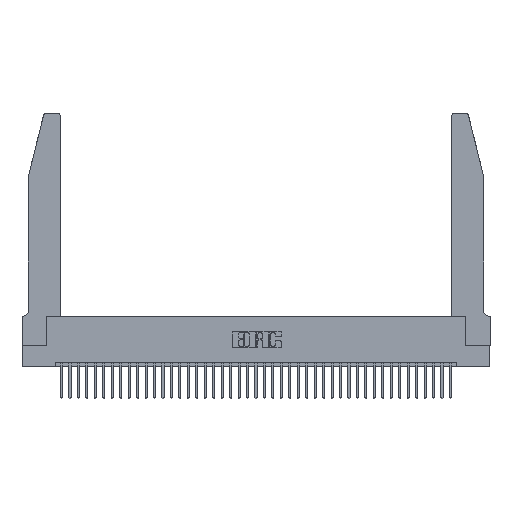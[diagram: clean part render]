
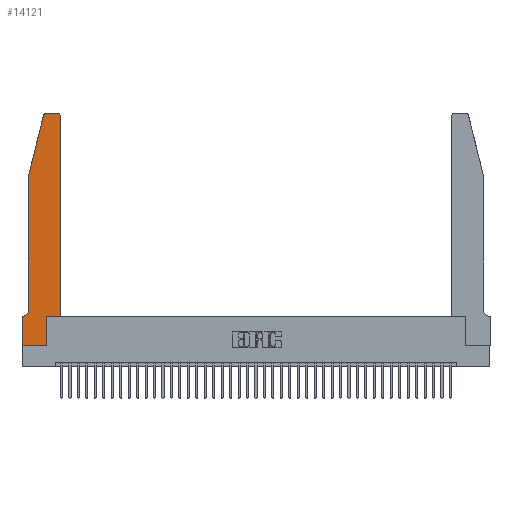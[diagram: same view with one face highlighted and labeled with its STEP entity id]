
A CAD part, top view. The second image highlights one B-rep face of the part: STEP entity #14121.
In plain terms, the highlighted planar face has unit normal (0, 0, 1).
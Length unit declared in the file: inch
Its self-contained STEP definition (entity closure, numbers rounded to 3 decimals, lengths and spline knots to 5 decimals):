
#842 = CARTESIAN_POINT ( 'NONE',  ( 0.0755, 0.42, 0.37 ) ) ;
#1006 = VERTEX_POINT ( 'NONE', #26796 ) ;
#1062 = VERTEX_POINT ( 'NONE', #17516 ) ;
#1429 = CARTESIAN_POINT ( 'NONE',  ( 0.4505, 0.35, 0.37 ) ) ;
#2328 = EDGE_CURVE ( 'NONE', #3522, #15865, #13183, .T. ) ;
#2562 = DIRECTION ( 'NONE',  ( 1., 0., 0. ) ) ;
#3522 = VERTEX_POINT ( 'NONE', #5728 ) ;
#3525 = DIRECTION ( 'NONE',  ( 0., -1., 0. ) ) ;
#3538 = CARTESIAN_POINT ( 'NONE',  ( 0.2865, 0., 0.37 ) ) ;
#3560 = DIRECTION ( 'NONE',  ( -1., 0., 0. ) ) ;
#3659 = CARTESIAN_POINT ( 'NONE',  ( 0., 0., 0.37 ) ) ;
#3669 = CARTESIAN_POINT ( 'NONE',  ( 0.4505, 2.72, 0.37 ) ) ;
#3832 = VECTOR ( 'NONE', #3525, 39.37008 ) ;
#5085 = VERTEX_POINT ( 'NONE', #7279 ) ;
#5478 = DIRECTION ( 'NONE',  ( 0., 0., -1. ) ) ;
#5728 = CARTESIAN_POINT ( 'NONE',  ( 0.25487, 2.72718, 0.37 ) ) ;
#6359 = EDGE_CURVE ( 'NONE', #32125, #13788, #37130, .T. ) ;
#7279 = CARTESIAN_POINT ( 'NONE',  ( 0.284, 2.75, 0.37 ) ) ;
#7783 = VERTEX_POINT ( 'NONE', #39074 ) ;
#8482 = AXIS2_PLACEMENT_3D ( 'NONE', #40443, #21636, #2562 ) ;
#8486 = DIRECTION ( 'NONE',  ( 0., -1., 0. ) ) ;
#8680 = EDGE_CURVE ( 'NONE', #15865, #25300, #31556, .T. ) ;
#8829 = LINE ( 'NONE', #28960, #24736 ) ;
#9836 = CARTESIAN_POINT ( 'NONE',  ( 0.2605, 2.75, 0.37 ) ) ;
#10022 = ORIENTED_EDGE ( 'NONE', *, *, #35238, .T. ) ;
#10024 = ORIENTED_EDGE ( 'NONE', *, *, #2328, .T. ) ;
#10322 = DIRECTION ( 'NONE',  ( 0., 1., 0. ) ) ;
#10549 = DIRECTION ( 'NONE',  ( 1., 0., 0. ) ) ;
#10824 = EDGE_CURVE ( 'NONE', #39815, #26710, #20024, .T. ) ;
#11809 = CARTESIAN_POINT ( 'NONE',  ( 0.2865, 0.35, 0.37 ) ) ;
#11833 = ORIENTED_EDGE ( 'NONE', *, *, #34995, .T. ) ;
#12262 = AXIS2_PLACEMENT_3D ( 'NONE', #33860, #36997, #18129 ) ;
#12442 = DIRECTION ( 'NONE',  ( 0., 0., 1. ) ) ;
#12534 = ORIENTED_EDGE ( 'NONE', *, *, #13578, .T. ) ;
#12766 = VECTOR ( 'NONE', #8486, 39.37008 ) ;
#13172 = DIRECTION ( 'NONE',  ( -1., 0., 0. ) ) ;
#13183 = LINE ( 'NONE', #36295, #40315 ) ;
#13578 = EDGE_CURVE ( 'NONE', #25300, #7783, #17835, .T. ) ;
#13613 = CARTESIAN_POINT ( 'NONE',  ( 0., 0., 0.37 ) ) ;
#13788 = VERTEX_POINT ( 'NONE', #3538 ) ;
#14121 = ADVANCED_FACE ( 'NONE', ( #32610 ), #30686, .T. ) ;
#15293 = LINE ( 'NONE', #17461, #38451 ) ;
#15551 = ORIENTED_EDGE ( 'NONE', *, *, #24936, .T. ) ;
#15865 = VERTEX_POINT ( 'NONE', #23100 ) ;
#17348 = ORIENTED_EDGE ( 'NONE', *, *, #38983, .T. ) ;
#17413 = DIRECTION ( 'NONE',  ( -0.239, -0.971, 0. ) ) ;
#17461 = CARTESIAN_POINT ( 'NONE',  ( 0.2865, 0.35, 0.37 ) ) ;
#17516 = CARTESIAN_POINT ( 'NONE',  ( 0., 0.35, 0.37 ) ) ;
#17835 = CIRCLE ( 'NONE', #37096, 0.07 ) ;
#18129 = DIRECTION ( 'NONE',  ( 1., 0., 0. ) ) ;
#18814 = VERTEX_POINT ( 'NONE', #3669 ) ;
#19829 = ORIENTED_EDGE ( 'NONE', *, *, #8680, .T. ) ;
#19956 = ORIENTED_EDGE ( 'NONE', *, *, #22049, .T. ) ;
#20024 = LINE ( 'NONE', #23315, #26460 ) ;
#20578 = ORIENTED_EDGE ( 'NONE', *, *, #6359, .T. ) ;
#20617 = EDGE_CURVE ( 'NONE', #1062, #32125, #29169, .T. ) ;
#20883 = VECTOR ( 'NONE', #3560, 39.37008 ) ;
#21607 = ORIENTED_EDGE ( 'NONE', *, *, #40058, .T. ) ;
#21636 = DIRECTION ( 'NONE',  ( 0., 0., 1. ) ) ;
#22049 = EDGE_CURVE ( 'NONE', #26710, #18814, #27630, .T. ) ;
#23100 = CARTESIAN_POINT ( 'NONE',  ( 0.0755, 2., 0.37 ) ) ;
#23315 = CARTESIAN_POINT ( 'NONE',  ( 0.4505, 0.35, 0.37 ) ) ;
#23988 = DIRECTION ( 'NONE',  ( 0., 1., 0. ) ) ;
#24522 = CARTESIAN_POINT ( 'NONE',  ( 0.0055, 0.42, 0.37 ) ) ;
#24736 = VECTOR ( 'NONE', #13172, 39.37008 ) ;
#24936 = EDGE_CURVE ( 'NONE', #5085, #3522, #27754, .T. ) ;
#25300 = VERTEX_POINT ( 'NONE', #842 ) ;
#26460 = VECTOR ( 'NONE', #32936, 39.37008 ) ;
#26656 = VECTOR ( 'NONE', #10322, 39.37008 ) ;
#26710 = VERTEX_POINT ( 'NONE', #1429 ) ;
#26796 = CARTESIAN_POINT ( 'NONE',  ( 0.4205, 2.75, 0.37 ) ) ;
#27630 = LINE ( 'NONE', #35605, #26656 ) ;
#27693 = DIRECTION ( 'NONE',  ( -1., 0., 0. ) ) ;
#27754 = CIRCLE ( 'NONE', #8482, 0.03 ) ;
#28579 = ORIENTED_EDGE ( 'NONE', *, *, #20617, .T. ) ;
#28790 = VECTOR ( 'NONE', #10549, 39.37008 ) ;
#28960 = CARTESIAN_POINT ( 'NONE',  ( 0.0755, 0.35, 0.37 ) ) ;
#29169 = LINE ( 'NONE', #3659, #3832 ) ;
#29526 = CARTESIAN_POINT ( 'NONE',  ( 0., 0., 0.37 ) ) ;
#30658 = CARTESIAN_POINT ( 'NONE',  ( 0.0755, 2., 0.37 ) ) ;
#30686 = PLANE ( 'NONE',  #12262 ) ;
#31373 = CARTESIAN_POINT ( 'NONE',  ( 0.4205, 2.72, 0.37 ) ) ;
#31556 = LINE ( 'NONE', #30658, #12766 ) ;
#31867 = AXIS2_PLACEMENT_3D ( 'NONE', #31373, #12442, #34539 ) ;
#32125 = VERTEX_POINT ( 'NONE', #29526 ) ;
#32610 = FACE_OUTER_BOUND ( 'NONE', #36169, .T. ) ;
#32936 = DIRECTION ( 'NONE',  ( 1., 0., 0. ) ) ;
#33301 = CIRCLE ( 'NONE', #31867, 0.03 ) ;
#33860 = CARTESIAN_POINT ( 'NONE',  ( 0., 0.35, 0.37 ) ) ;
#34539 = DIRECTION ( 'NONE',  ( 1., 0., 0. ) ) ;
#34995 = EDGE_CURVE ( 'NONE', #7783, #1062, #8829, .T. ) ;
#35238 = EDGE_CURVE ( 'NONE', #13788, #39815, #15293, .T. ) ;
#35605 = CARTESIAN_POINT ( 'NONE',  ( 0.4505, 0.35, 0.37 ) ) ;
#36087 = ORIENTED_EDGE ( 'NONE', *, *, #10824, .T. ) ;
#36169 = EDGE_LOOP ( 'NONE', ( #21607, #15551, #10024, #19829, #12534, #11833, #28579, #20578, #10022, #36087, #19956, #17348 ) ) ;
#36295 = CARTESIAN_POINT ( 'NONE',  ( 0.0755, 2., 0.37 ) ) ;
#36997 = DIRECTION ( 'NONE',  ( 0., 0., 1. ) ) ;
#37096 = AXIS2_PLACEMENT_3D ( 'NONE', #24522, #5478, #27693 ) ;
#37130 = LINE ( 'NONE', #13613, #28790 ) ;
#38451 = VECTOR ( 'NONE', #23988, 39.37008 ) ;
#38983 = EDGE_CURVE ( 'NONE', #18814, #1006, #33301, .T. ) ;
#39074 = CARTESIAN_POINT ( 'NONE',  ( 0.0055, 0.35, 0.37 ) ) ;
#39588 = LINE ( 'NONE', #9836, #20883 ) ;
#39815 = VERTEX_POINT ( 'NONE', #11809 ) ;
#40058 = EDGE_CURVE ( 'NONE', #1006, #5085, #39588, .T. ) ;
#40315 = VECTOR ( 'NONE', #17413, 39.37008 ) ;
#40443 = CARTESIAN_POINT ( 'NONE',  ( 0.284, 2.72, 0.37 ) ) ;
